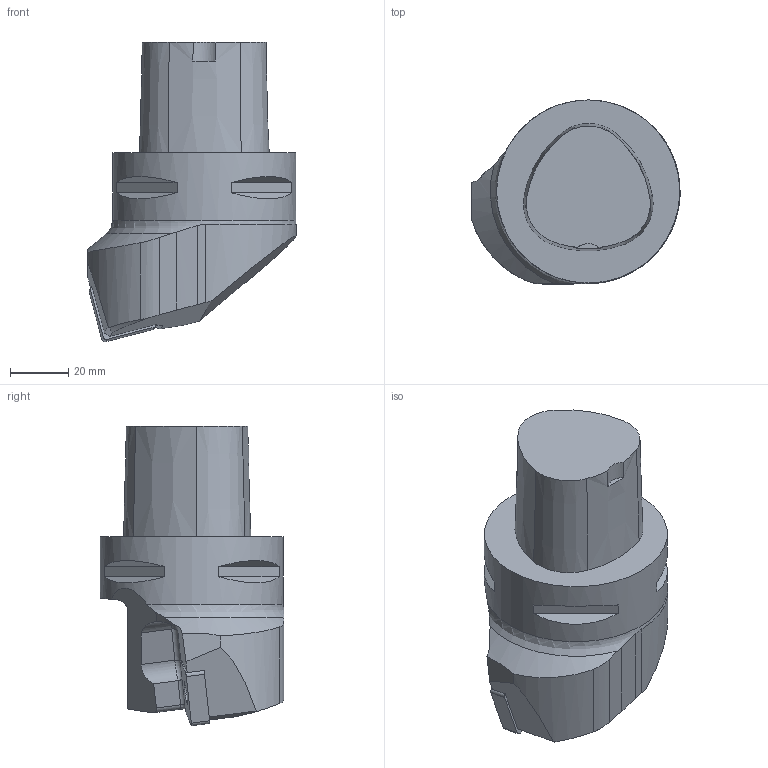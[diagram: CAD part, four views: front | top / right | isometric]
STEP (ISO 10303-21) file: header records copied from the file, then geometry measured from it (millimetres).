
FILE_DESCRIPTION(/* description */ (''),/* implementation_level */ '2;1');
FILE_NAME(/* name */ '1543490297509.stp',/* time_stamp */ '2018-11-29T16:48:26+05:00',/* author */ (''),/* organization */ ('SMS'),/* preprocessor_version */ 'ST-DEVELOPER v15',/* originating_system */ 'SIEMENS PLM Software NX 8.5',/* authorisation */ '');
FILE_SCHEMA (('AUTOMOTIVE_DESIGN { 1 0 10303 214 3 1 1 1 }'));
Length unit declared in the file: millimetre
Products named in the file (4): IsoTurningInsert; ASSEMBLY_CONSTRUCTION; 201880097mod000_01; 201880096mod000_01
Assembly tree (3 placements, depth 2):
  201880096mod000_01
    201880097mod000_01
    ASSEMBLY_CONSTRUCTION
    IsoTurningInsert
Bounding box: 71.61 x 63.26 x 103 mm (x, y, z)
Volume: 206326.3 mm3; surface area: 23673.9 mm2
Topology: 2 solids, 2 shells, 75 faces, 192 edges, 133 vertices
Faces by surface type: plane 39, cylinder 25, cone 7, torus 3, bspline 1
Full cylindrical faces by diameter (mm): 7.925 x2, 63 x1
Entity records: 2583 total; most frequent: CARTESIAN_POINT 595, DIRECTION 401, ORIENTED_EDGE 372, EDGE_CURVE 186, AXIS2_PLACEMENT_3D 157, VERTEX_POINT 124, LINE 87, VECTOR 87
